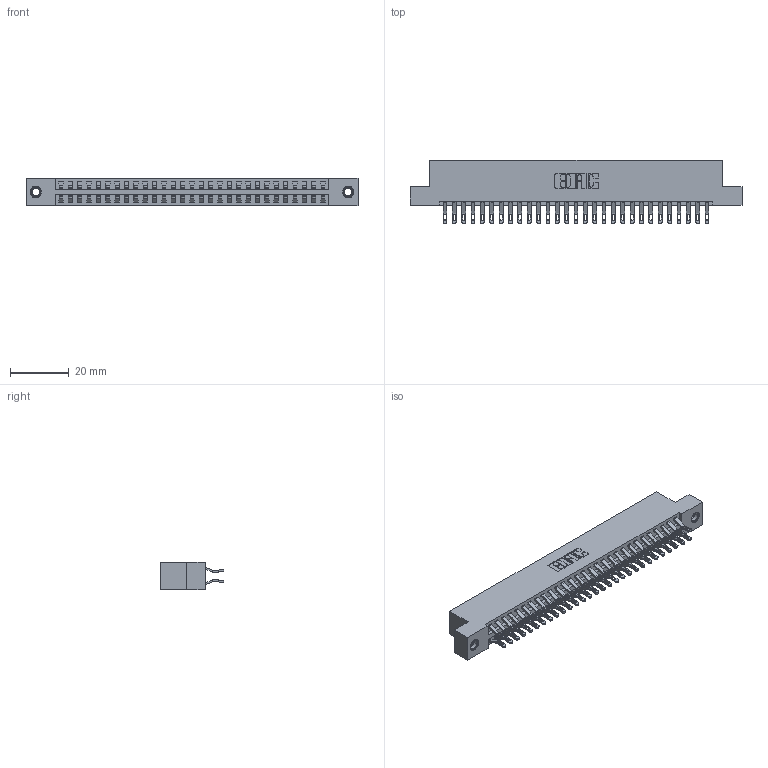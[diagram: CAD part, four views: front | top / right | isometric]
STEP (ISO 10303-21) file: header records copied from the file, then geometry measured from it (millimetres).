
FILE_DESCRIPTION (( 'STEP AP203' ), '1' );
FILE_NAME ('396-058-555-207.STEP', '2019-10-30T16:16:52', ( '' ), ( '' ), 'SwSTEP 2.0', 'SolidWorks 2016', '' );
FILE_SCHEMA (( 'CONFIG_CONTROL_DESIGN' ));
Length unit declared in the file: inch
Products named in the file (4): 345-250-001_345-250-005-103; 345-292-001_555 Tail; 396-058-555-207; 346 Part_Flush Mounting Lugs - 0.156 Dia-TI
Assembly tree (61 placements, depth 2):
  396-058-555-207
    346 Part_Flush Mounting Lugs - 0.156 Dia-TI
    345-292-001_555 Tail  x58
    345-250-001_345-250-005-103  x2
Bounding box: 112.65 x 21.46 x 9.4 mm (x, y, z)
Volume: 11038.4 mm3; surface area: 15602.2 mm2
Topology: 61 solids, 61 shells, 3546 faces, 11079 edges, 7378 vertices
Faces by surface type: plane 2022, cylinder 1508, cone 12, torus 4
Entity records: 22188 total; most frequent: CARTESIAN_POINT 3693, ORIENTED_EDGE 3590, DIRECTION 3301, EDGE_CURVE 1795, LINE 1507, VECTOR 1507, VERTEX_POINT 1192, AXIS2_PLACEMENT_3D 897
